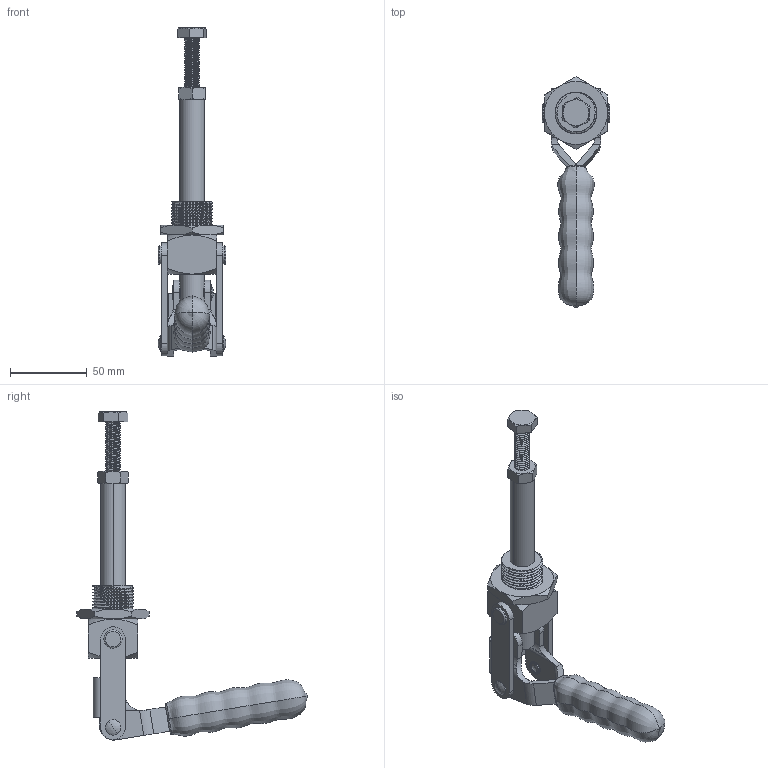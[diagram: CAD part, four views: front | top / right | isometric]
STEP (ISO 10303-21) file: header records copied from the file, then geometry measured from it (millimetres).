
FILE_DESCRIPTION (( 'STEP AP214' ), '1' );
FILE_NAME ('04263-In Line Toggle Clamp Zinc 169mm.STEP', '2018-10-10T19:41:13', ( '' ), ( '' ), 'SwSTEP 2.0', 'SolidWorks 2018', '' );
FILE_SCHEMA (( 'AUTOMOTIVE_DESIGN' ));
Length unit declared in the file: millimetre
Products named in the file (7): 04263-In Line Toggle Clamp Zinc 169mm; 92497A450_ZINC YELLOW-CHROMATE PLATED STEEL HEX NUT_92497A450; 4263 inline toggle clamp zinc 169mm_2; 4263 inline toggle clamp zinc 169mm_1; 4263 inline toggle clamp zinc 169mm_3; 4263 inline toggle clamp zinc 169mm_4; 91287A376_18-8 STAINLESS STEEL HEX HEAD CAP SCREW_91287A376
Assembly tree (6 placements, depth 2):
  04263-In Line Toggle Clamp Zinc 169mm
    4263 inline toggle clamp zinc 169mm_1
    4263 inline toggle clamp zinc 169mm_2
    4263 inline toggle clamp zinc 169mm_3
    4263 inline toggle clamp zinc 169mm_4
    91287A376_18-8 STAINLESS STEEL HEX HEAD CAP SCREW_91287A376
    92497A450_ZINC YELLOW-CHROMATE PLATED STEEL HEX NUT_92497A450
Bounding box: 44 x 150.14 x 213.67 mm (x, y, z)
Volume: 119439.3 mm3; surface area: 62260.8 mm2
Topology: 13 solids, 13 shells, 639 faces, 1657 edges, 1068 vertices
Faces by surface type: plane 257, cylinder 181, bspline 133, cone 46, torus 16, sphere 6
Entity records: 36813 total; most frequent: CARTESIAN_POINT 21976, ORIENTED_EDGE 3290, DIRECTION 2399, EDGE_CURVE 1645, VERTEX_POINT 1068, VECTOR 843, LINE 843, AXIS2_PLACEMENT_3D 778
